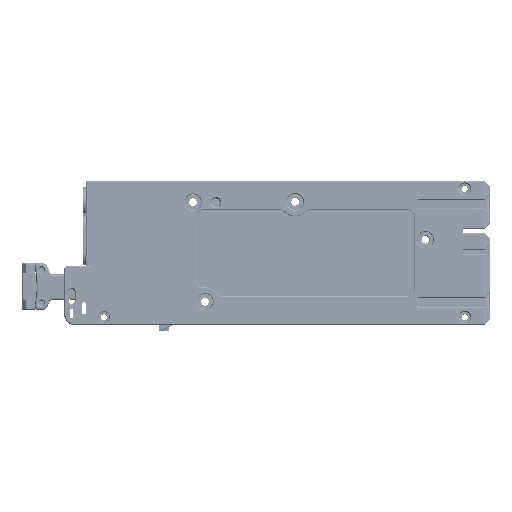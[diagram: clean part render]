
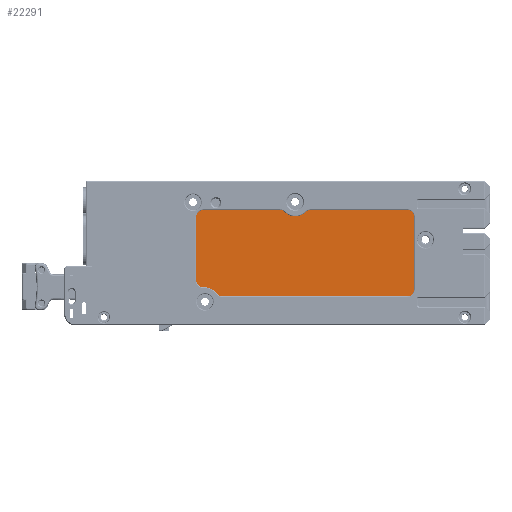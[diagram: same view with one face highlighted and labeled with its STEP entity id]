
A CAD part, left-side view. The second image highlights one B-rep face of the part: STEP entity #22291.
In plain terms, the highlighted planar face has unit normal (-1, 0, 0).
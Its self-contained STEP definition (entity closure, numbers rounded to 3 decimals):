
#6857=DIRECTION('',(0.,-1.,0.));
#6858=VECTOR('',#6857,51.127);
#6859=CARTESIAN_POINT('',(0.1,-37.873,-12.));
#6860=LINE('',#6859,#6858);
#6885=DIRECTION('',(0.,0.,-1.));
#6886=VECTOR('',#6885,17.513);
#6887=CARTESIAN_POINT('',(0.1,-30.6,10.));
#6888=LINE('',#6887,#6886);
#6903=DIRECTION('',(0.,1.,0.));
#6904=VECTOR('',#6903,21.115);
#6905=CARTESIAN_POINT('',(0.1,-53.715,12.));
#6906=LINE('',#6905,#6904);
#6931=DIRECTION('',(0.,1.,0.));
#6932=VECTOR('',#6931,26.715);
#6933=CARTESIAN_POINT('',(0.1,-89.,12.));
#6934=LINE('',#6933,#6932);
#6949=DIRECTION('',(0.,0.,1.));
#6950=VECTOR('',#6949,20.);
#6951=CARTESIAN_POINT('',(0.1,-91.,-10.));
#6952=LINE('',#6951,#6950);
#6963=CARTESIAN_POINT('',(0.1,-37.873,-10.));
#6964=DIRECTION('',(1.,0.,0.));
#6965=DIRECTION('',(0.,0.,-1.));
#6966=AXIS2_PLACEMENT_3D('',#6963,#6964,#6965);
#6968=CARTESIAN_POINT('',(0.1,-33.,-13.5));
#6969=DIRECTION('',(-1.,0.,0.));
#6970=DIRECTION('',(0.,-0.812,0.583));
#6971=AXIS2_PLACEMENT_3D('',#6968,#6969,#6970);
#6973=CARTESIAN_POINT('',(0.1,-32.6,-7.513));
#6974=DIRECTION('',(1.,0.,0.));
#6975=DIRECTION('',(0.,-0.067,-0.998));
#6976=AXIS2_PLACEMENT_3D('',#6973,#6974,#6975);
#6978=CARTESIAN_POINT('',(0.1,-32.6,10.));
#6979=DIRECTION('',(1.,0.,0.));
#6980=DIRECTION('',(0.,1.,0.));
#6981=AXIS2_PLACEMENT_3D('',#6978,#6979,#6980);
#6983=CARTESIAN_POINT('',(0.1,-53.715,10.));
#6984=DIRECTION('',(1.,0.,0.));
#6985=DIRECTION('',(0.,0.,1.));
#6986=AXIS2_PLACEMENT_3D('',#6983,#6984,#6985);
#6988=CARTESIAN_POINT('',(0.1,-58.,14.2));
#6989=DIRECTION('',(-1.,0.,0.));
#6990=DIRECTION('',(0.,0.714,-0.7));
#6991=AXIS2_PLACEMENT_3D('',#6988,#6989,#6990);
#6993=CARTESIAN_POINT('',(0.1,-62.285,10.));
#6994=DIRECTION('',(1.,0.,0.));
#6995=DIRECTION('',(0.,0.714,0.7));
#6996=AXIS2_PLACEMENT_3D('',#6993,#6994,#6995);
#6998=CARTESIAN_POINT('',(0.1,-89.,10.));
#6999=DIRECTION('',(1.,0.,0.));
#7000=DIRECTION('',(0.,0.,1.));
#7001=AXIS2_PLACEMENT_3D('',#6998,#6999,#7000);
#7003=CARTESIAN_POINT('',(0.1,-89.,-10.));
#7004=DIRECTION('',(1.,0.,0.));
#7005=DIRECTION('',(0.,-1.,0.));
#7006=AXIS2_PLACEMENT_3D('',#7003,#7004,#7005);
#8944=CARTESIAN_POINT('',(0.1,-37.873,-12.));
#8945=VERTEX_POINT('',#8944);
#8946=CARTESIAN_POINT('',(0.1,-89.,-12.));
#8947=VERTEX_POINT('',#8946);
#8948=CARTESIAN_POINT('',(0.1,-36.249,-11.167));
#8949=VERTEX_POINT('',#8948);
#8950=CARTESIAN_POINT('',(0.1,-32.733,-9.509));
#8951=VERTEX_POINT('',#8950);
#8952=CARTESIAN_POINT('',(0.1,-30.6,-7.513));
#8953=VERTEX_POINT('',#8952);
#8954=CARTESIAN_POINT('',(0.1,-30.6,10.));
#8955=VERTEX_POINT('',#8954);
#8956=CARTESIAN_POINT('',(0.1,-32.6,12.));
#8957=VERTEX_POINT('',#8956);
#8958=CARTESIAN_POINT('',(0.1,-53.715,12.));
#8959=VERTEX_POINT('',#8958);
#8960=CARTESIAN_POINT('',(0.1,-55.143,11.4));
#8961=VERTEX_POINT('',#8960);
#8962=CARTESIAN_POINT('',(0.1,-60.857,11.4));
#8963=VERTEX_POINT('',#8962);
#8964=CARTESIAN_POINT('',(0.1,-62.285,12.));
#8965=VERTEX_POINT('',#8964);
#8966=CARTESIAN_POINT('',(0.1,-89.,12.));
#8967=VERTEX_POINT('',#8966);
#8968=CARTESIAN_POINT('',(0.1,-91.,10.));
#8969=VERTEX_POINT('',#8968);
#8970=CARTESIAN_POINT('',(0.1,-91.,-10.));
#8971=VERTEX_POINT('',#8970);
#22270=CARTESIAN_POINT('',(0.1,0.,0.));
#22271=DIRECTION('',(-1.,0.,0.));
#22272=DIRECTION('',(0.,1.,0.));
#22273=AXIS2_PLACEMENT_3D('',#22270,#22271,#22272);
#22274=PLANE('',#22273);
#22275=ORIENTED_EDGE('',*,*,#21984,.F.);
#22276=ORIENTED_EDGE('',*,*,#22006,.T.);
#22277=ORIENTED_EDGE('',*,*,#22027,.T.);
#22278=ORIENTED_EDGE('',*,*,#22048,.T.);
#22279=ORIENTED_EDGE('',*,*,#22069,.F.);
#22280=ORIENTED_EDGE('',*,*,#22090,.T.);
#22281=ORIENTED_EDGE('',*,*,#22111,.F.);
#22282=ORIENTED_EDGE('',*,*,#22132,.T.);
#22283=ORIENTED_EDGE('',*,*,#22153,.T.);
#22284=ORIENTED_EDGE('',*,*,#22174,.T.);
#22285=ORIENTED_EDGE('',*,*,#22195,.F.);
#22286=ORIENTED_EDGE('',*,*,#22216,.T.);
#22287=ORIENTED_EDGE('',*,*,#22237,.F.);
#22288=ORIENTED_EDGE('',*,*,#22257,.T.);
#22289=EDGE_LOOP('',(#22275,#22276,#22277,#22278,#22279,#22280,#22281,#22282,
#22283,#22284,#22285,#22286,#22287,#22288));
#22290=FACE_OUTER_BOUND('',#22289,.F.);
#22291=ADVANCED_FACE('',(#22290),#22274,.T.);
#6967=CIRCLE('',#6966,2.);
#6972=CIRCLE('',#6971,4.);
#6977=CIRCLE('',#6976,2.);
#6982=CIRCLE('',#6981,2.);
#6987=CIRCLE('',#6986,2.);
#6992=CIRCLE('',#6991,4.);
#6997=CIRCLE('',#6996,2.);
#7002=CIRCLE('',#7001,2.);
#7007=CIRCLE('',#7006,2.);
#21984=EDGE_CURVE('',#8945,#8947,#6860,.T.);
#22006=EDGE_CURVE('',#8945,#8949,#6967,.T.);
#22027=EDGE_CURVE('',#8949,#8951,#6972,.T.);
#22048=EDGE_CURVE('',#8951,#8953,#6977,.T.);
#22069=EDGE_CURVE('',#8955,#8953,#6888,.T.);
#22090=EDGE_CURVE('',#8955,#8957,#6982,.T.);
#22111=EDGE_CURVE('',#8959,#8957,#6906,.T.);
#22132=EDGE_CURVE('',#8959,#8961,#6987,.T.);
#22153=EDGE_CURVE('',#8961,#8963,#6992,.T.);
#22174=EDGE_CURVE('',#8963,#8965,#6997,.T.);
#22195=EDGE_CURVE('',#8967,#8965,#6934,.T.);
#22216=EDGE_CURVE('',#8967,#8969,#7002,.T.);
#22237=EDGE_CURVE('',#8971,#8969,#6952,.T.);
#22257=EDGE_CURVE('',#8971,#8947,#7007,.T.);
